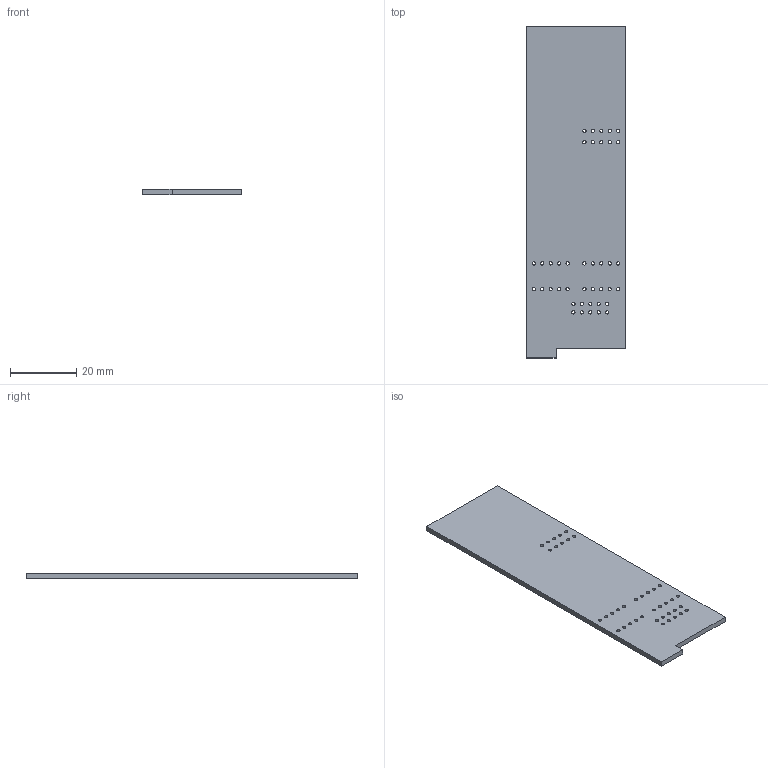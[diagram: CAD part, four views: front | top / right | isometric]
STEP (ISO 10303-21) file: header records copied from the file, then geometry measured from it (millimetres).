
FILE_DESCRIPTION(('KiCad electronic assembly'),'2;1');
FILE_NAME('curly-memory-kicad-a0.step','2022-01-11T18:19:17',('Pcbnew'), ('Kicad'),'Open CASCADE STEP processor 7.6','KiCad to STEP converter', 'Unknown');
FILE_SCHEMA(('AUTOMOTIVE_DESIGN { 1 0 10303 214 1 1 1 1 }'));
Length unit declared in the file: millimetre
Products named in the file (2): curly-memory-kicad-a0 1; _autosave-curly-memory-kicad PCB
Assembly tree (1 placements, depth 2):
  curly-memory-kicad-a0 1
    _autosave-curly-memory-kicad PCB
Bounding box: 30 x 100 x 1.6 mm (x, y, z)
Volume: 4648.9 mm3; surface area: 6428.2 mm2
Topology: 1 solids, 1 shells, 48 faces, 138 edges, 92 vertices
Faces by surface type: cylinder 40, plane 8
Full cylindrical faces by diameter (mm): 1 x40
Entity records: 3623 total; most frequent: DIRECTION 594, CARTESIAN_POINT 556, ORIENTED_EDGE 276, PCURVE 276, DEFINITIONAL_REPRESENTATION 276, LINE 254, VECTOR 254, CIRCLE 160
